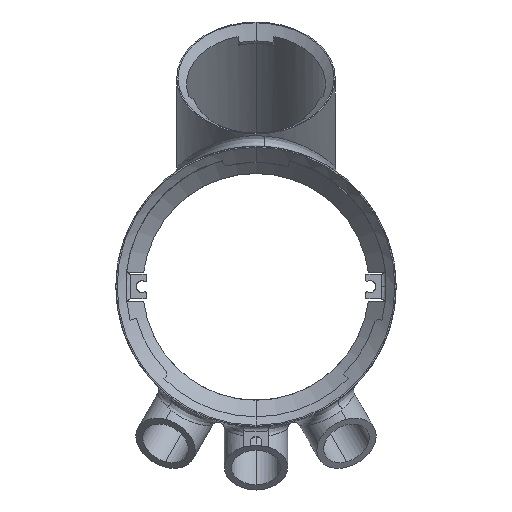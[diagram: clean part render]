
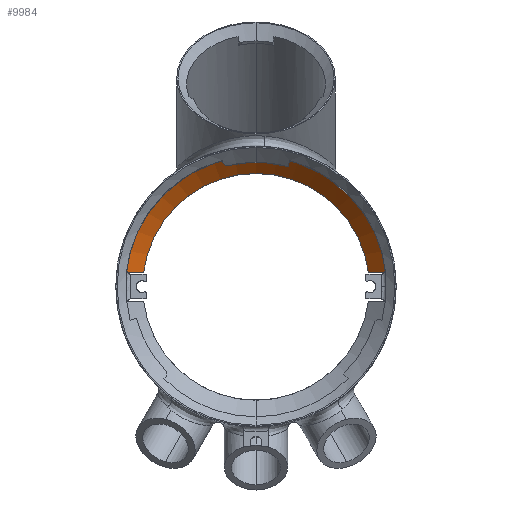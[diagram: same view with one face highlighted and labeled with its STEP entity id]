
A CAD part, top view. The second image highlights one B-rep face of the part: STEP entity #9984.
In plain terms, the highlighted conical face has half-angle 45 degrees and reference radius 53.5 mm.
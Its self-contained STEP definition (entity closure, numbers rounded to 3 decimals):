
#2 = CARTESIAN_POINT ( 'NONE',  ( 46.111, 6., 11. ) ) ;
#14 = AXIS2_PLACEMENT_3D ( 'NONE', #9508, #41, #1655 ) ;
#41 = DIRECTION ( 'NONE',  ( 0., 0., -1. ) ) ;
#518 = VERTEX_POINT ( 'NONE', #7277 ) ;
#644 = CARTESIAN_POINT ( 'NONE',  ( -53.162, 6., 18. ) ) ;
#664 = ORIENTED_EDGE ( 'NONE', *, *, #1064, .F. ) ;
#721 = CARTESIAN_POINT ( 'NONE',  ( 0., 53.5, 18. ) ) ;
#964 = CARTESIAN_POINT ( 'NONE',  ( 0., 46.5, 11. ) ) ;
#1064 = EDGE_CURVE ( 'NONE', #9803, #10205, #5728, .T. ) ;
#1313 = CARTESIAN_POINT ( 'NONE',  ( 0., 0., 18. ) ) ;
#1407 = DIRECTION ( 'NONE',  ( 0., 0., -1. ) ) ;
#1423 = EDGE_CURVE ( 'NONE', #518, #1740, #4782, .T. ) ;
#1591 = ORIENTED_EDGE ( 'NONE', *, *, #4586, .F. ) ;
#1655 = DIRECTION ( 'NONE',  ( 0., 1., 0. ) ) ;
#1740 = VERTEX_POINT ( 'NONE', #644 ) ;
#1947 = DIRECTION ( 'NONE',  ( 0., 1., 0. ) ) ;
#1979 = CARTESIAN_POINT ( 'NONE',  ( -50.813, 6., 15.666 ) ) ;
#2663 = EDGE_LOOP ( 'NONE', ( #664, #1591, #5753, #5387, #8951, #3139 ) ) ;
#3139 = ORIENTED_EDGE ( 'NONE', *, *, #4362, .T. ) ;
#3648 = DIRECTION ( 'NONE',  ( 0., 0., -1. ) ) ;
#3887 = EDGE_CURVE ( 'NONE', #518, #9495, #8416, .T. ) ;
#3952 = DIRECTION ( 'NONE',  ( 0., 1., 0. ) ) ;
#4034 = CIRCLE ( 'NONE', #14, 53.5 ) ;
#4362 = EDGE_CURVE ( 'NONE', #9495, #10205, #7316, .T. ) ;
#4586 = EDGE_CURVE ( 'NONE', #6516, #9803, #4034, .T. ) ;
#4782 = B_SPLINE_CURVE_WITH_KNOTS ( 'NONE', 3,
 ( #6105, #8922, #1979, #11264 ),
 .UNSPECIFIED., .F., .F.,
 ( 4, 4 ),
 ( 0.225, 0.235 ),
 .UNSPECIFIED. ) ;
#5263 = CARTESIAN_POINT ( 'NONE',  ( 48.463, 6., 13.332 ) ) ;
#5387 = ORIENTED_EDGE ( 'NONE', *, *, #1423, .F. ) ;
#5602 = EDGE_CURVE ( 'NONE', #1740, #6516, #6238, .T. ) ;
#5680 = DIRECTION ( 'NONE',  ( 0., 0., -1. ) ) ;
#5728 = B_SPLINE_CURVE_WITH_KNOTS ( 'NONE', 3,
 ( #9665, #8678, #5263, #8718 ),
 .UNSPECIFIED., .F., .F.,
 ( 4, 4 ),
 ( 0.091, 0.101 ),
 .UNSPECIFIED. ) ;
#5753 = ORIENTED_EDGE ( 'NONE', *, *, #5602, .F. ) ;
#5892 = AXIS2_PLACEMENT_3D ( 'NONE', #6787, #8541, #9423 ) ;
#6105 = CARTESIAN_POINT ( 'NONE',  ( -46.111, 6., 11. ) ) ;
#6238 = CIRCLE ( 'NONE', #10402, 53.5 ) ;
#6516 = VERTEX_POINT ( 'NONE', #721 ) ;
#6787 = CARTESIAN_POINT ( 'NONE',  ( 0., 0., 18. ) ) ;
#7064 = CONICAL_SURFACE ( 'NONE', #5892, 53.5, 0.785 ) ;
#7230 = CARTESIAN_POINT ( 'NONE',  ( 0., 0., 11. ) ) ;
#7277 = CARTESIAN_POINT ( 'NONE',  ( -46.111, 6., 11. ) ) ;
#7316 = CIRCLE ( 'NONE', #11029, 46.5 ) ;
#7367 = AXIS2_PLACEMENT_3D ( 'NONE', #7230, #3648, #1947 ) ;
#8416 = CIRCLE ( 'NONE', #7367, 46.5 ) ;
#8541 = DIRECTION ( 'NONE',  ( 0., 0., 1. ) ) ;
#8647 = CARTESIAN_POINT ( 'NONE',  ( 53.162, 6., 18. ) ) ;
#8678 = CARTESIAN_POINT ( 'NONE',  ( 50.813, 6., 15.666 ) ) ;
#8718 = CARTESIAN_POINT ( 'NONE',  ( 46.111, 6., 11. ) ) ;
#8922 = CARTESIAN_POINT ( 'NONE',  ( -48.463, 6., 13.332 ) ) ;
#8951 = ORIENTED_EDGE ( 'NONE', *, *, #3887, .T. ) ;
#9423 = DIRECTION ( 'NONE',  ( 0., -1., 0. ) ) ;
#9495 = VERTEX_POINT ( 'NONE', #964 ) ;
#9508 = CARTESIAN_POINT ( 'NONE',  ( 0., 0., 18. ) ) ;
#9665 = CARTESIAN_POINT ( 'NONE',  ( 53.162, 6., 18. ) ) ;
#9803 = VERTEX_POINT ( 'NONE', #8647 ) ;
#9984 = ADVANCED_FACE ( 'NONE', ( #10186 ), #7064, .F. ) ;
#9995 = DIRECTION ( 'NONE',  ( 0., 1., 0. ) ) ;
#10186 = FACE_OUTER_BOUND ( 'NONE', #2663, .T. ) ;
#10205 = VERTEX_POINT ( 'NONE', #2 ) ;
#10402 = AXIS2_PLACEMENT_3D ( 'NONE', #1313, #5680, #3952 ) ;
#10866 = CARTESIAN_POINT ( 'NONE',  ( 0., 0., 11. ) ) ;
#11029 = AXIS2_PLACEMENT_3D ( 'NONE', #10866, #1407, #9995 ) ;
#11264 = CARTESIAN_POINT ( 'NONE',  ( -53.162, 6., 18. ) ) ;
